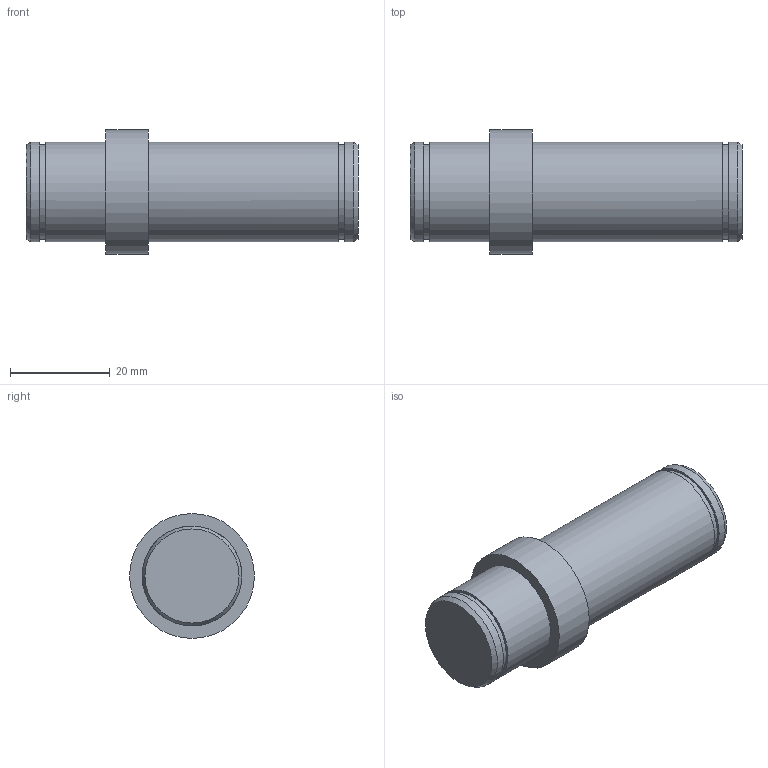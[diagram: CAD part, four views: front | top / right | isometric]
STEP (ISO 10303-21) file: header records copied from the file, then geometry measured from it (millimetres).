
FILE_DESCRIPTION(('STEP AP214'),'1');
FILE_NAME('axe inter-bielles.stp','2024-03-22T14:32:30',(' '),(' '),'Spatial InterOp 3D',' ',' ');
FILE_SCHEMA(('AUTOMOTIVE_DESIGN { 1 0 10303 214 1 1 1 1 }'));
Length unit declared in the file: millimetre
Products named in the file (1): axe inter-bielles
Bounding box: 66.5 x 25 x 25 mm (x, y, z)
Volume: 22278.4 mm3; surface area: 5352.7 mm2
Topology: 1 solids, 1 shells, 17 faces, 29 edges, 20 vertices
Faces by surface type: plane 8, cylinder 7, cone 2
Full cylindrical faces by diameter (mm): 19 x2, 20 x4, 25 x1
Entity records: 638 total; most frequent: DIRECTION 68, CARTESIAN_POINT 50, AXIS2_PLACEMENT_3D 34, EDGE_LOOP 32, ORIENTED_EDGE 32, PROPERTY_DEFINITION_REPRESENTATION 24, GENERAL_PROPERTY_ASSOCIATION 24, PROPERTY_DEFINITION 24
